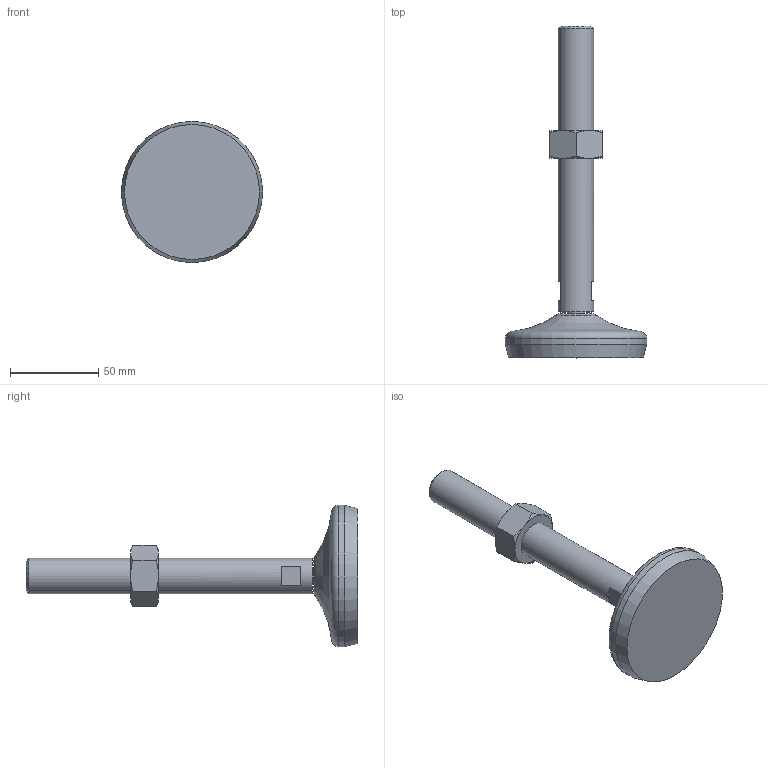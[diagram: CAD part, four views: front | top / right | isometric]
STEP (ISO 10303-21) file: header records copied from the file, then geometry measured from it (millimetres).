
FILE_DESCRIPTION( ( 'STEP AP214' ), '1' );
FILE_NAME( 'K0739.1208020X1500.stp', '2020-12-09T15:13:18', ( '' ), ( '' ), ' ', 'PARTsolutions', ' ' );
FILE_SCHEMA( ( 'AUTOMOTIVE_DESIGN { 1 0 10303 214 1 1 1 1 }' ) );
Length unit declared in the file: millimetre
Products named in the file (1): _K0739.1208020X1500
Bounding box: 80 x 188 x 80 mm (x, y, z)
Volume: 144544.9 mm3; surface area: 25358.3 mm2
Topology: 1 solids, 1 shells, 39 faces, 76 edges, 45 vertices
Faces by surface type: plane 18, cone 14, cylinder 4, torus 2, bspline 1
Full cylindrical faces by diameter (mm): 10 x1, 20 x2, 80 x1
Entity records: 1385 total; most frequent: CARTESIAN_POINT 323, DIRECTION 150, ORIENTED_EDGE 134, AXIS2_PLACEMENT_3D 68, EDGE_CURVE 67, EDGE_LOOP 54, FACE_OUTER_BOUND 46, VERTEX_POINT 45
